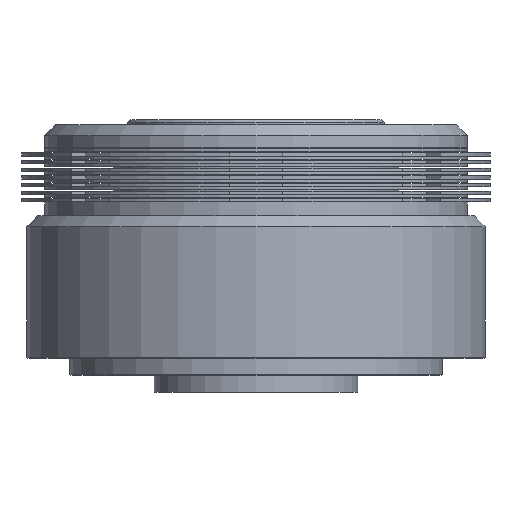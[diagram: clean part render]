
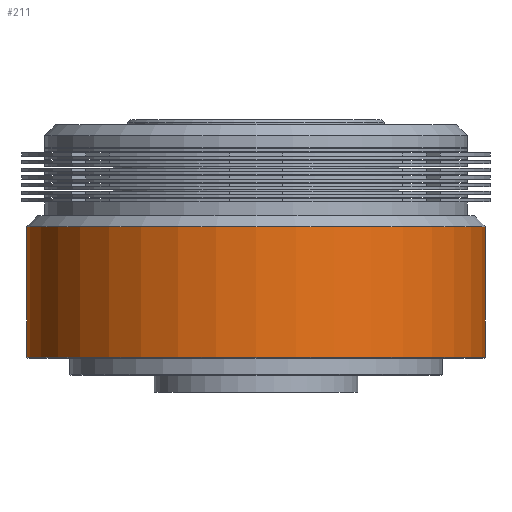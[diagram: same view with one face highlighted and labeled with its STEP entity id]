
A CAD part, front view. The second image highlights one B-rep face of the part: STEP entity #211.
In plain terms, the highlighted cylindrical face has radius 214 mm (diameter 428 mm), a partial arc.
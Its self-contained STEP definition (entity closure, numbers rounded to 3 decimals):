
#209 = EDGE_LOOP ( 'NONE', ( #250, #255, #258, #252 ) ) ;
#211 = ADVANCED_FACE ( 'NONE', ( #9588 ), #9541, .T. ) ;
#247 = EDGE_CURVE ( 'NONE', #10762, #10772, #9768, .T. ) ;
#250 = ORIENTED_EDGE ( 'NONE', *, *, #5168, .F. ) ;
#252 = ORIENTED_EDGE ( 'NONE', *, *, #247, .T. ) ;
#255 = ORIENTED_EDGE ( 'NONE', *, *, #260, .T. ) ;
#258 = ORIENTED_EDGE ( 'NONE', *, *, #5051, .T. ) ;
#260 = EDGE_CURVE ( 'NONE', #10728, #10731, #9748, .T. ) ;
#3063 = DIRECTION ( 'NONE',  ( 0., 0., -1. ) ) ;
#3064 = VECTOR ( 'NONE', #3063, 1000. ) ;
#3065 = CARTESIAN_POINT ( 'NONE',  ( -214., 0., 149. ) ) ;
#3066 = LINE ( 'NONE', #3065, #3064 ) ;
#3212 = DIRECTION ( 'NONE',  ( 0., 0., -1. ) ) ;
#3213 = VECTOR ( 'NONE', #3212, 1000. ) ;
#3214 = CARTESIAN_POINT ( 'NONE',  ( 214., 0., 149. ) ) ;
#3215 = LINE ( 'NONE', #3214, #3213 ) ;
#5051 = EDGE_CURVE ( 'NONE', #10731, #10762, #3066, .T. ) ;
#5168 = EDGE_CURVE ( 'NONE', #10728, #10772, #3215, .T. ) ;
#9533 = DIRECTION ( 'NONE',  ( -1., 0., 0. ) ) ;
#9535 = DIRECTION ( 'NONE',  ( 0., 0., -1. ) ) ;
#9537 = CARTESIAN_POINT ( 'NONE',  ( 0., 0., 149. ) ) ;
#9538 = AXIS2_PLACEMENT_3D ( 'NONE', #9537, #9535, #9533 ) ;
#9541 = CYLINDRICAL_SURFACE ( 'NONE', #9538, 214. ) ;
#9588 = FACE_OUTER_BOUND ( 'NONE', #209, .T. ) ;
#9747 = AXIS2_PLACEMENT_3D ( 'NONE', #9792, #9791, #9790 ) ;
#9748 = CIRCLE ( 'NONE', #9747, 214. ) ;
#9766 = CARTESIAN_POINT ( 'NONE',  ( 0., 0., 17. ) ) ;
#9767 = AXIS2_PLACEMENT_3D ( 'NONE', #9766, #9799, #9798 ) ;
#9768 = CIRCLE ( 'NONE', #9767, 214. ) ;
#9790 = DIRECTION ( 'NONE',  ( 1., 0., 0. ) ) ;
#9791 = DIRECTION ( 'NONE',  ( 0., 0., -1. ) ) ;
#9792 = CARTESIAN_POINT ( 'NONE',  ( 0., 0., 139. ) ) ;
#9798 = DIRECTION ( 'NONE',  ( -1., 0., 0. ) ) ;
#9799 = DIRECTION ( 'NONE',  ( 0., 0., 1. ) ) ;
#10728 = VERTEX_POINT ( 'NONE', #13812 ) ;
#10731 = VERTEX_POINT ( 'NONE', #13828 ) ;
#10762 = VERTEX_POINT ( 'NONE', #14079 ) ;
#10772 = VERTEX_POINT ( 'NONE', #14091 ) ;
#13812 = CARTESIAN_POINT ( 'NONE',  ( 214., 0., 139. ) ) ;
#13828 = CARTESIAN_POINT ( 'NONE',  ( -214., 0., 139. ) ) ;
#14079 = CARTESIAN_POINT ( 'NONE',  ( -214., 0., 17. ) ) ;
#14091 = CARTESIAN_POINT ( 'NONE',  ( 214., 0., 17. ) ) ;
